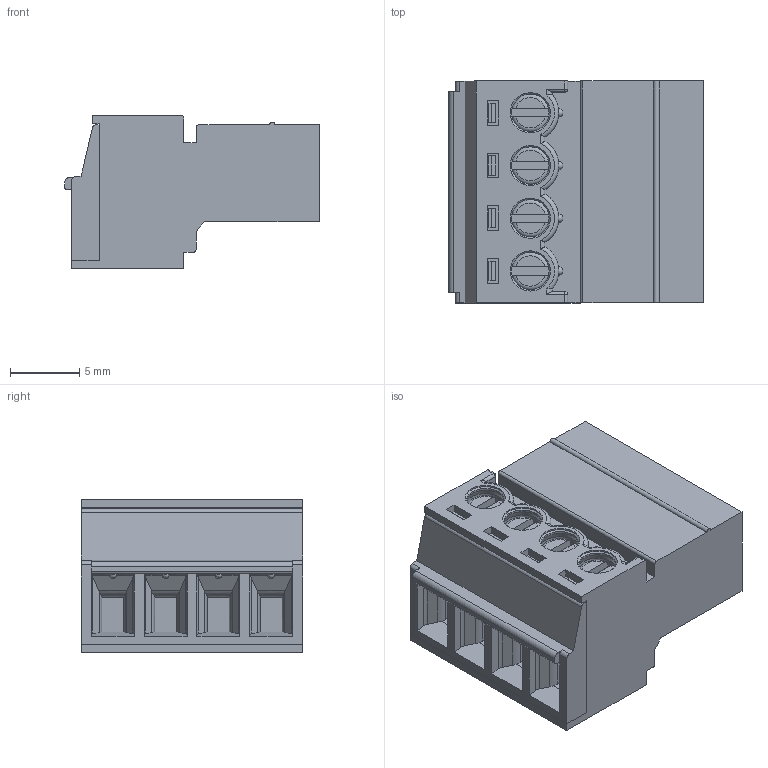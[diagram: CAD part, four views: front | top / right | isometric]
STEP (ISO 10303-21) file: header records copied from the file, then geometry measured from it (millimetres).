
FILE_DESCRIPTION( ( 'STEP AP214' ), '1' );
FILE_NAME( 'MPZ100-38104-20230322.stp', '2023-03-22T08:52:22', ( ' ' ), ( ' ' ), 'XStep 1.0', ' ', ' ' );
FILE_SCHEMA( ( 'CONFIG_CONTROL_DESIGN) ( )' ) );
Length unit declared in the file: metre
Products named in the file (1): 1
Bounding box: 18.4 x 16.03 x 11.1 mm (x, y, z)
Volume: 1819.2 mm3; surface area: 2666.9 mm2
Topology: 1 solids, 1 shells, 481 faces, 1289 edges, 842 vertices
Faces by surface type: plane 356, cylinder 77, cone 20, torus 16, sphere 6, bspline 4, extrusion 2
Full cylindrical faces by diameter (mm): 1.94 x4, 2.1 x4, 2.7 x4, 2.8 x4, 2.9 x8
Entity records: 18716 total; most frequent: CARTESIAN_POINT 3092, ORIENTED_EDGE 2454, DIRECTION 2307, EDGE_CURVE 1227, VECTOR 911, LINE 909, VERTEX_POINT 826, AXIS2_PLACEMENT_3D 698
